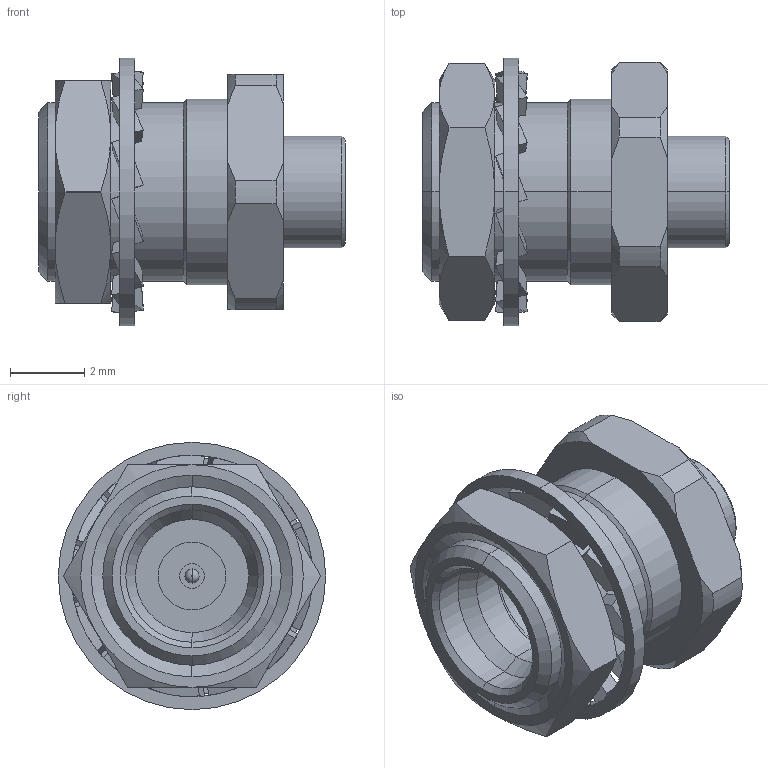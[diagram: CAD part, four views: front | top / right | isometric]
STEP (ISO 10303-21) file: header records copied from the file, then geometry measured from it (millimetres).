
FILE_DESCRIPTION (( 'STEP AP214' ), '1' );
FILE_NAME ('R222.302.302C.STEP', '2014-09-15T14:23:40', ( 'T3610' ), ( 'Microsoft' ), 'SwSTEP 2.0', 'SolidWorks 2014', '' );
FILE_SCHEMA (( 'AUTOMOTIVE_DESIGN' ));
Length unit declared in the file: millimetre
Products named in the file (1): R222.302.302C
Bounding box: 8.27 x 7.2 x 7.2 mm (x, y, z)
Volume: 147.1 mm3; surface area: 352.3 mm2
Topology: 2 solids, 2 shells, 250 faces, 607 edges, 374 vertices
Faces by surface type: cylinder 123, plane 81, cone 44, torus 2
Entity records: 7467 total; most frequent: CARTESIAN_POINT 1723, ORIENTED_EDGE 1214, DIRECTION 1191, EDGE_CURVE 607, AXIS2_PLACEMENT_3D 486, VERTEX_POINT 374, EDGE_LOOP 265, ADVANCED_FACE 250
